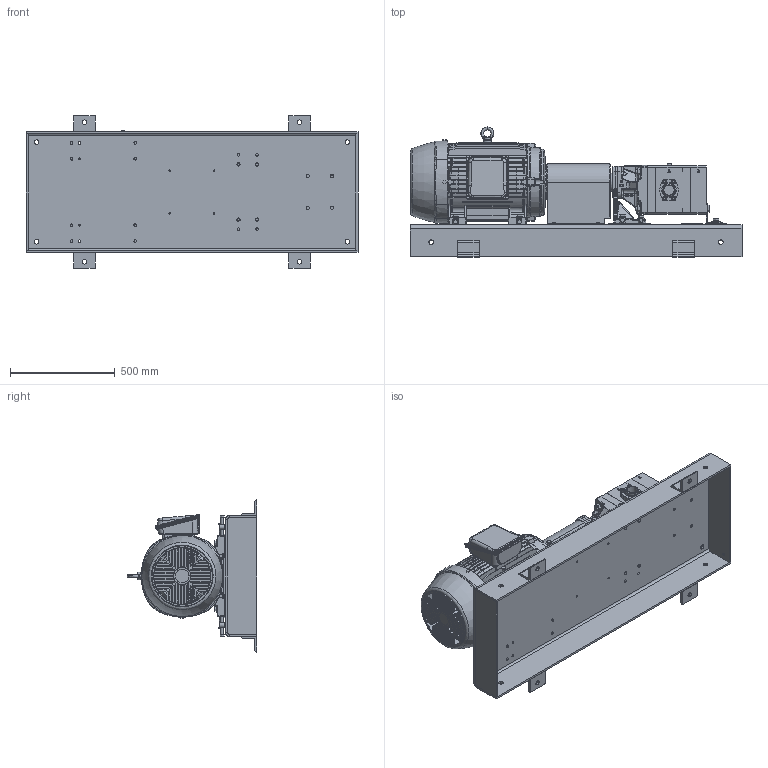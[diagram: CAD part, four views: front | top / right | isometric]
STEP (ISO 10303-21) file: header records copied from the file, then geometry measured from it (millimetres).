
FILE_DESCRIPTION (( 'STEP AP214' ), '1' );
FILE_NAME ('GPV-1430-013-U.STEP', '2016-09-27T20:44:45', ( '' ), ( '' ), 'SwSTEP 2.0', 'SolidWorks 2015', '' );
FILE_SCHEMA (( 'AUTOMOTIVE_DESIGN' ));
Length unit declared in the file: inch
Products named in the file (1): GPV-1430-013-U
Bounding box: 1587.57 x 621.12 x 730.25 mm (x, y, z)
Volume: 106471320.8 mm3; surface area: 7562346.9 mm2
Topology: 115 solids, 115 shells, 5708 faces, 14304 edges, 9146 vertices
Faces by surface type: plane 2984, cylinder 1042, bspline 994, cone 598, torus 64, sphere 26
Full cylindrical faces by diameter (mm): 6.35 x12, 7.937 x1, 7.938 x3, 8 x4, 8.731 x4, 9.525 x48, 10.716 x26, 11.139 x2, 11.146 x10, 11.6 x4, 12.7 x48, 13.2 x6, 13.487 x12, 13.492 x16, 13.894 x4, 14.287 x1, 14.288 x5, 15.875 x6, 16.7 x4, 17.45 x4, 17.462 x2, 17.463 x2, 17.526 x6, 19.05 x21, 20.65 x8, 21.438 x4, 22.225 x12, 24.13 x2, 25.4 x10, 26.975 x4
Entity records: 366753 total; most frequent: CARTESIAN_POINT 165752, ORIENTED_EDGE 27058, DIRECTION 22780, EDGE_CURVE 13529, VERTEX_POINT 8987, AXIS2_PLACEMENT_3D 7873, LINE 7034, VECTOR 7034
